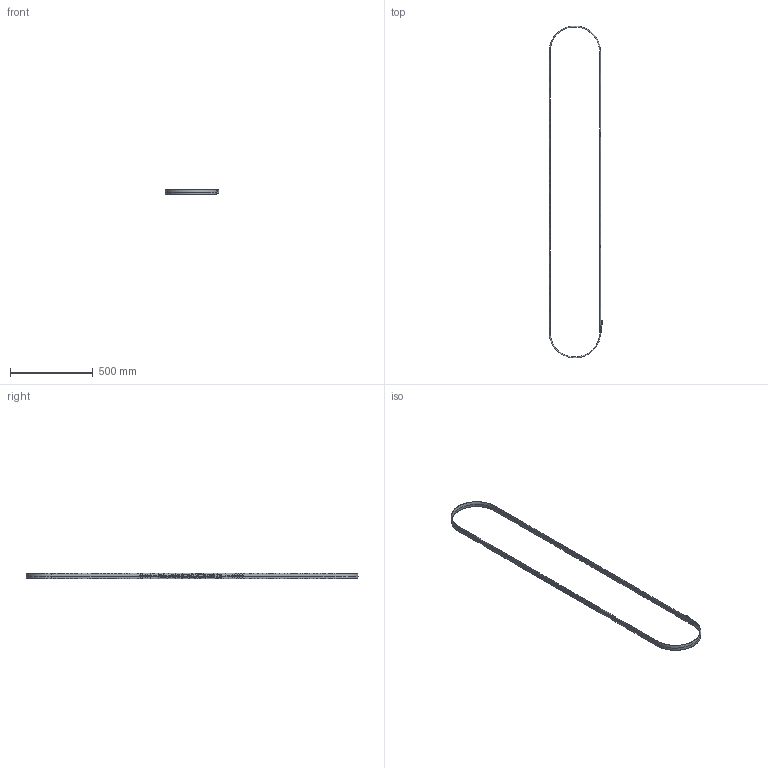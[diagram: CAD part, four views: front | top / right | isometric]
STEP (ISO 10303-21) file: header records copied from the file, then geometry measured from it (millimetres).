
FILE_DESCRIPTION(/* description */ (''),/* implementation_level */ '2;1');
FILE_NAME(/* name */ 'Supra_Plus_1000',/* time_stamp */ '2015-09-11T12:52:52+03:00',/* author */ (''),/* organization */ (''),/* preprocessor_version */ 'ST-DEVELOPER v10',/* originating_system */ '',/* authorisation */ '');
FILE_SCHEMA (('AUTOMOTIVE_DESIGN_CC2'));
Length unit declared in the file: millimetre
Products named in the file (1): 1
Bounding box: 325.7 x 2011.9 x 36 mm (x, y, z)
Volume: 757167.7 mm3; surface area: 329863 mm2
Topology: 2 solids, 2 shells, 268 faces, 1029 edges, 819 vertices
Faces by surface type: bspline 266, plane 2
Entity records: 21227 total; most frequent: CARTESIAN_POINT 15599, ORIENTED_EDGE 2058, EDGE_CURVE 1029, VERTEX_POINT 819, B_SPLINE_CURVE_WITH_KNOTS 755, EDGE_LOOP 324, ADVANCED_FACE 268, FACE_OUTER_BOUND 268
